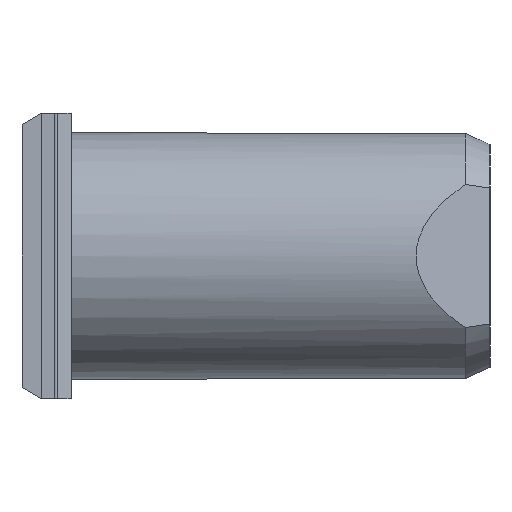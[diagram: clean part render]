
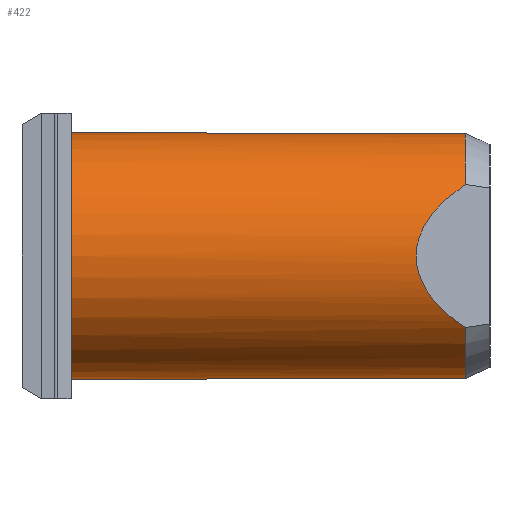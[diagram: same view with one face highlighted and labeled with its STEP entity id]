
A CAD part, left-side view. The second image highlights one B-rep face of the part: STEP entity #422.
In plain terms, the highlighted cylindrical face has radius 2.5 mm (diameter 5 mm), a full revolution.
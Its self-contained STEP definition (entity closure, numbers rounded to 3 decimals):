
#98=B_SPLINE_CURVE_WITH_KNOTS('',3,(#5180,#5181,#5182,#5183),.UNSPECIFIED.,
 .F.,.F.,(4,4),(0.,1.),.UNSPECIFIED.);
#99=B_SPLINE_CURVE_WITH_KNOTS('',3,(#5185,#5186,#5187,#5188),.UNSPECIFIED.,
 .F.,.F.,(4,4),(0.,1.),.UNSPECIFIED.);
#103=B_SPLINE_CURVE_WITH_KNOTS('',3,(#5215,#5216,#5217,#5218),.UNSPECIFIED.,
 .F.,.F.,(4,4),(0.,1.),.UNSPECIFIED.);
#104=B_SPLINE_CURVE_WITH_KNOTS('',3,(#5220,#5221,#5222,#5223),.UNSPECIFIED.,
 .F.,.F.,(4,4),(0.,1.),.UNSPECIFIED.);
#179=CYLINDRICAL_SURFACE('',#3641,2.5);
#422=ADVANCED_FACE('',(#1297,#1298),#179,.T.);
#1297=FACE_BOUND('',#1474,.T.);
#1298=FACE_BOUND('',#1475,.T.);
#1474=EDGE_LOOP('',(#1923));
#1475=EDGE_LOOP('',(#1924,#1925,#1926,#1927,#1928,#1929));
#1923=ORIENTED_EDGE('',*,*,#2973,.T.);
#1924=ORIENTED_EDGE('',*,*,#3146,.F.);
#1925=ORIENTED_EDGE('',*,*,#3145,.F.);
#1926=ORIENTED_EDGE('',*,*,#3149,.F.);
#1927=ORIENTED_EDGE('',*,*,#3152,.F.);
#1928=ORIENTED_EDGE('',*,*,#3153,.F.);
#1929=ORIENTED_EDGE('',*,*,#3150,.T.);
#2645=VERTEX_POINT('',#4826);
#2787=VERTEX_POINT('',#5179);
#2788=VERTEX_POINT('',#5184);
#2789=VERTEX_POINT('',#5189);
#2790=VERTEX_POINT('',#5203);
#2791=VERTEX_POINT('',#5207);
#2792=VERTEX_POINT('',#5219);
#2973=EDGE_CURVE('',#2645,#2645,#3445,.T.);
#3145=EDGE_CURVE('',#2787,#2788,#98,.T.);
#3146=EDGE_CURVE('',#2788,#2789,#99,.T.);
#3149=EDGE_CURVE('',#2790,#2787,#3478,.T.);
#3150=EDGE_CURVE('',#2791,#2789,#3479,.T.);
#3152=EDGE_CURVE('',#2792,#2790,#103,.T.);
#3153=EDGE_CURVE('',#2791,#2792,#104,.T.);
#3445=CIRCLE('',#3568,2.5);
#3478=CIRCLE('',#3637,2.5);
#3479=CIRCLE('',#3639,2.5);
#3568=AXIS2_PLACEMENT_3D('',#4825,#3898,#3899);
#3637=AXIS2_PLACEMENT_3D('',#5204,#4174,#4175);
#3639=AXIS2_PLACEMENT_3D('',#5206,#4178,#4179);
#3641=AXIS2_PLACEMENT_3D('',#5224,#4182,#4183);
#3898=DIRECTION('',(0.,-1.,0.));
#3899=DIRECTION('',(-1.,0.,0.));
#4174=DIRECTION('',(0.,-1.,0.));
#4175=DIRECTION('',(-0.813,0.,-0.582));
#4178=DIRECTION('',(0.,1.,0.));
#4179=DIRECTION('',(-0.813,0.,0.582));
#4182=DIRECTION('',(0.,-1.,0.));
#4183=DIRECTION('',(-1.,0.,0.));
#4825=CARTESIAN_POINT('',(-22.55,0.,27.));
#4826=CARTESIAN_POINT('',(-25.05,0.,27.));
#5179=CARTESIAN_POINT('',(-20.516,-8.,25.546));
#5180=CARTESIAN_POINT('',(-20.516,-8.,25.546));
#5181=CARTESIAN_POINT('',(-20.21,-7.342,25.975));
#5182=CARTESIAN_POINT('',(-20.05,-7.,26.497));
#5183=CARTESIAN_POINT('',(-20.05,-7.,27.));
#5184=CARTESIAN_POINT('',(-20.05,-7.,27.));
#5185=CARTESIAN_POINT('',(-20.05,-7.,27.));
#5186=CARTESIAN_POINT('',(-20.05,-7.,27.515));
#5187=CARTESIAN_POINT('',(-20.209,-7.341,28.024));
#5188=CARTESIAN_POINT('',(-20.516,-8.,28.454));
#5189=CARTESIAN_POINT('',(-20.516,-8.,28.454));
#5203=CARTESIAN_POINT('',(-24.584,-8.,25.546));
#5204=CARTESIAN_POINT('',(-22.55,-8.,27.));
#5206=CARTESIAN_POINT('',(-22.55,-8.,27.));
#5207=CARTESIAN_POINT('',(-24.584,-8.,28.454));
#5215=CARTESIAN_POINT('',(-25.05,-7.,27.));
#5216=CARTESIAN_POINT('',(-25.05,-7.,26.485));
#5217=CARTESIAN_POINT('',(-24.891,-7.341,25.976));
#5218=CARTESIAN_POINT('',(-24.584,-8.,25.546));
#5219=CARTESIAN_POINT('',(-25.05,-7.,27.));
#5220=CARTESIAN_POINT('',(-24.584,-8.,28.454));
#5221=CARTESIAN_POINT('',(-24.89,-7.342,28.025));
#5222=CARTESIAN_POINT('',(-25.05,-7.,27.503));
#5223=CARTESIAN_POINT('',(-25.05,-7.,27.));
#5224=CARTESIAN_POINT('',(-22.55,0.425,27.));
